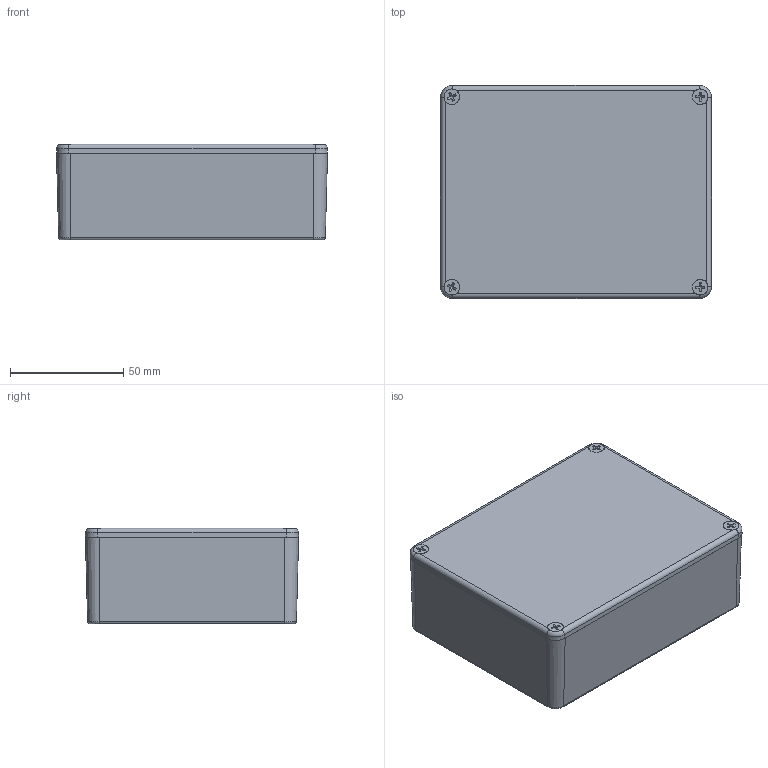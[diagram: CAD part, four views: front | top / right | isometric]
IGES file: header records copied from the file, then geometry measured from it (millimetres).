
Global section: file name: No Iges File Name specified; native system: Autodesk Inventor 2012; preprocessor: AutoDesk Inventor Iges Exporter R2012; author: lwalsh; date: 20111129.141138; units: millimetre
Bounding box: 119.5 x 94 x 42.1 mm (x, y, z)
Volume: 87998.4 mm3; surface area: 78543.9 mm2
Topology: 3 solids, 9 shells, 451 faces, 1155 edges, 744 vertices
Faces by surface type: plane 233, bspline 90, revolution 76, cone 24, cylinder 20, torus 8
Full cylindrical faces by diameter (mm): 3.378 x4
